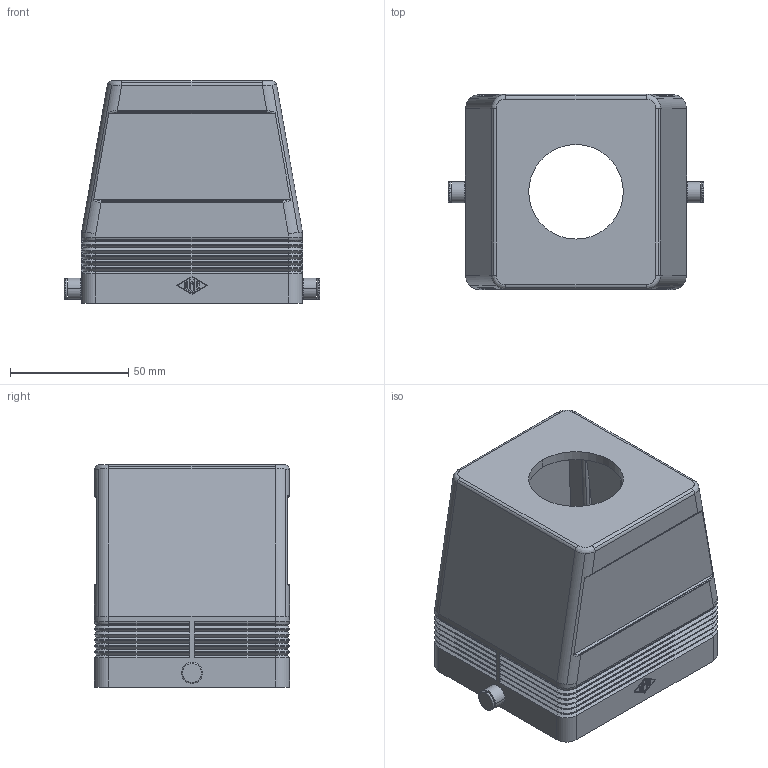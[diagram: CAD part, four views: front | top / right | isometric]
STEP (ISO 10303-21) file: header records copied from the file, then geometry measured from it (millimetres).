
FILE_DESCRIPTION((''),'2;1');
FILE_NAME('MFV 32 L40.stp','2006-12-20T17:24:03',('gembarski'),(''),'Autodesk Inventor 7','Autodesk Inventor 7','');
FILE_SCHEMA(('AUTOMOTIVE_DESIGN { 1 0 10303 214 1 1 1 1 }'));
Length unit declared in the file: millimetre
Products named in the file (1): MFV 32 L40
Bounding box: 108 x 82.5 x 94 mm (x, y, z)
Volume: 151217.8 mm3; surface area: 72331.9 mm2
Topology: 1 solids, 1 shells, 497 faces, 1180 edges, 700 vertices
Faces by surface type: plane 193, cylinder 134, bspline 106, cone 56, torus 8
Entity records: 15443 total; most frequent: CARTESIAN_POINT 4184, ORIENTED_EDGE 2328, DIRECTION 2320, EDGE_CURVE 1164, VECTOR 776, LINE 776, AXIS2_PLACEMENT_3D 772, VERTEX_POINT 700
